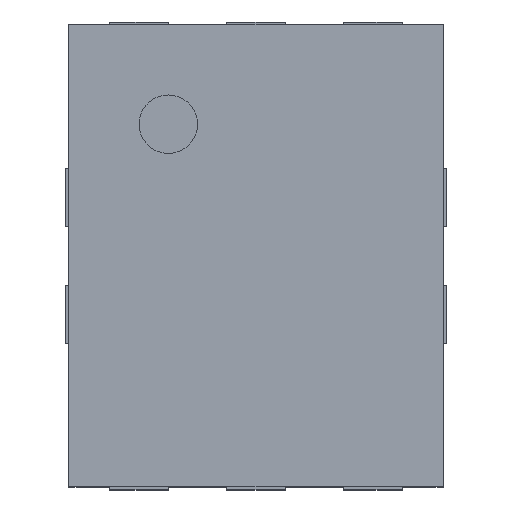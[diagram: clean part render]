
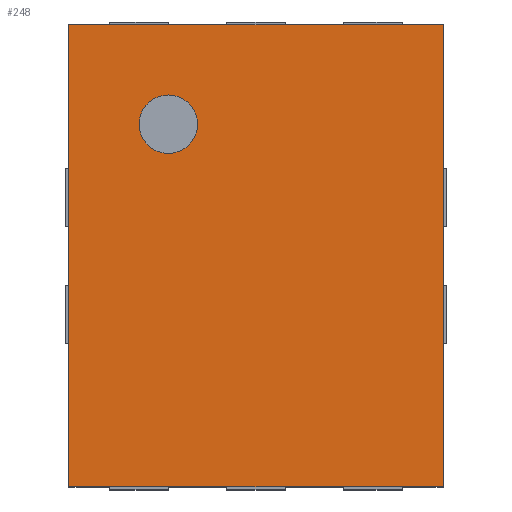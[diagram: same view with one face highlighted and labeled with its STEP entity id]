
A CAD part, top view. The second image highlights one B-rep face of the part: STEP entity #248.
In plain terms, the highlighted planar face has unit normal (0, 0, 1).
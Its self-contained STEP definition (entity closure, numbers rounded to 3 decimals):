
#116 = EDGE_CURVE('',#117,#119,#121,.T.);
#117 = VERTEX_POINT('',#118);
#118 = CARTESIAN_POINT('',(-0.64,0.79,0.55));
#119 = VERTEX_POINT('',#120);
#120 = CARTESIAN_POINT('',(0.64,0.79,0.55));
#121 = LINE('',#122,#123);
#122 = CARTESIAN_POINT('',(-0.64,0.79,0.55));
#123 = VECTOR('',#124,1.);
#124 = DIRECTION('',(1.,0.,0.));
#248 = ADVANCED_FACE('',(#249),#274,.T.);
#249 = FACE_BOUND('',#250,.T.);
#250 = EDGE_LOOP('',(#251,#252,#260,#268));
#251 = ORIENTED_EDGE('',*,*,#116,.F.);
#252 = ORIENTED_EDGE('',*,*,#253,.T.);
#253 = EDGE_CURVE('',#117,#254,#256,.T.);
#254 = VERTEX_POINT('',#255);
#255 = CARTESIAN_POINT('',(-0.64,-0.79,0.55));
#256 = LINE('',#257,#258);
#257 = CARTESIAN_POINT('',(-0.64,0.79,0.55));
#258 = VECTOR('',#259,1.);
#259 = DIRECTION('',(0.,-1.,0.));
#260 = ORIENTED_EDGE('',*,*,#261,.T.);
#261 = EDGE_CURVE('',#254,#262,#264,.T.);
#262 = VERTEX_POINT('',#263);
#263 = CARTESIAN_POINT('',(0.64,-0.79,0.55));
#264 = LINE('',#265,#266);
#265 = CARTESIAN_POINT('',(-0.64,-0.79,0.55));
#266 = VECTOR('',#267,1.);
#267 = DIRECTION('',(1.,0.,0.));
#268 = ORIENTED_EDGE('',*,*,#269,.F.);
#269 = EDGE_CURVE('',#119,#262,#270,.T.);
#270 = LINE('',#271,#272);
#271 = CARTESIAN_POINT('',(0.64,0.79,0.55));
#272 = VECTOR('',#273,1.);
#273 = DIRECTION('',(0.,-1.,0.));
#274 = PLANE('',#275);
#275 = AXIS2_PLACEMENT_3D('',#276,#277,#278);
#276 = CARTESIAN_POINT('',(-0.64,0.79,0.55));
#277 = DIRECTION('',(0.,0.,1.));
#278 = DIRECTION('',(0.,-1.,0.));
